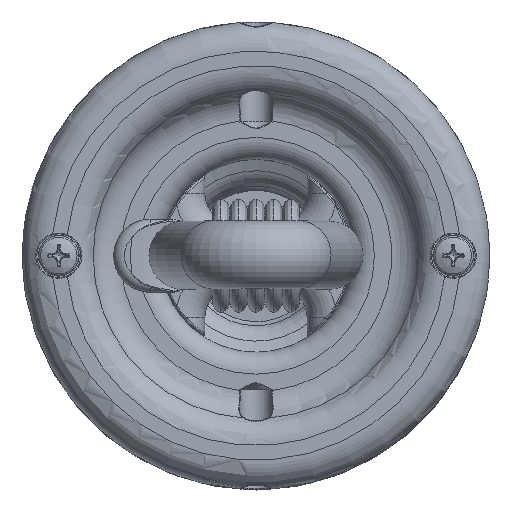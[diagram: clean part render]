
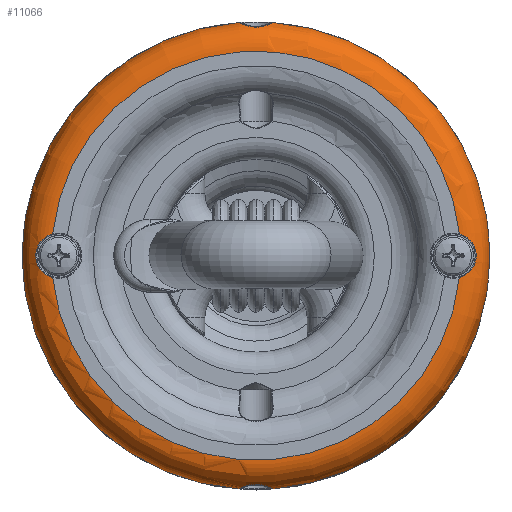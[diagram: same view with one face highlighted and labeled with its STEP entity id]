
A CAD part, top view. The second image highlights one B-rep face of the part: STEP entity #11066.
In plain terms, the highlighted toroidal (fillet/blend) face has major radius 28 mm and minor radius 4 mm.
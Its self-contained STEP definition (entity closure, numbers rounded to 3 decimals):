
#582=TOROIDAL_SURFACE('',#12302,28.,4.);
#738=FACE_BOUND('',#3443,.T.);
#1736=B_SPLINE_CURVE_WITH_KNOTS('',3,(#32639,#32640,#32641,#32642,#32643,
#32644,#32645,#32646,#32647,#32648),.UNSPECIFIED.,.F.,.F.,(4,1,1,1,1,1,
1,4),(-0.698,-0.598,-0.499,-0.399,
-0.299,-0.199,-0.1,0.),
 .UNSPECIFIED.);
#1740=B_SPLINE_CURVE_WITH_KNOTS('',3,(#32735,#32736,#32737,#32738,#32739,
#32740,#32741,#32742,#32743,#32744),.UNSPECIFIED.,.F.,.F.,(4,1,1,1,1,1,
1,4),(-0.698,-0.598,-0.499,-0.399,
-0.299,-0.199,-0.1,0.),
 .UNSPECIFIED.);
#1741=B_SPLINE_CURVE_WITH_KNOTS('',3,(#32748,#32749,#32750,#32751,#32752,
#32753,#32754,#32755,#32756,#32757),.UNSPECIFIED.,.F.,.F.,(4,1,1,1,1,1,
1,4),(-0.815,-0.64,-0.582,-0.466,
-0.349,-0.233,-0.116,0.),
 .UNSPECIFIED.);
#1742=B_SPLINE_CURVE_WITH_KNOTS('',3,(#32761,#32762,#32763,#32764,#32765,
#32766,#32767,#32768,#32769),.UNSPECIFIED.,.F.,.F.,(4,1,1,1,1,1,4),(-0.815,
-0.699,-0.466,-0.349,-0.233,
-0.116,0.),.UNSPECIFIED.);
#2609=FACE_OUTER_BOUND('',#3442,.T.);
#3442=EDGE_LOOP('',(#10129,#10130,#10131,#10132));
#3443=EDGE_LOOP('',(#10133,#10134,#10135,#10136));
#4158=CIRCLE('',#12303,32.);
#4159=CIRCLE('',#12304,32.);
#4160=CIRCLE('',#12305,28.);
#4161=CIRCLE('',#12306,28.);
#5083=VERTEX_POINT('',#32636);
#5084=VERTEX_POINT('',#32638);
#5086=VERTEX_POINT('',#32732);
#5087=VERTEX_POINT('',#32734);
#5088=VERTEX_POINT('',#32746);
#5089=VERTEX_POINT('',#32747);
#5090=VERTEX_POINT('',#32758);
#5091=VERTEX_POINT('',#32760);
#6696=EDGE_CURVE('',#5083,#5084,#1736,.T.);
#6701=EDGE_CURVE('',#5086,#5083,#4158,.T.);
#6702=EDGE_CURVE('',#5087,#5086,#1740,.T.);
#6703=EDGE_CURVE('',#5084,#5087,#4159,.T.);
#6704=EDGE_CURVE('',#5088,#5089,#1741,.T.);
#6705=EDGE_CURVE('',#5088,#5090,#4160,.T.);
#6706=EDGE_CURVE('',#5091,#5090,#1742,.T.);
#6707=EDGE_CURVE('',#5091,#5089,#4161,.T.);
#10129=ORIENTED_EDGE('',*,*,#6696,.F.);
#10130=ORIENTED_EDGE('',*,*,#6701,.F.);
#10131=ORIENTED_EDGE('',*,*,#6702,.F.);
#10132=ORIENTED_EDGE('',*,*,#6703,.F.);
#10133=ORIENTED_EDGE('',*,*,#6704,.F.);
#10134=ORIENTED_EDGE('',*,*,#6705,.T.);
#10135=ORIENTED_EDGE('',*,*,#6706,.F.);
#10136=ORIENTED_EDGE('',*,*,#6707,.T.);
#11066=ADVANCED_FACE('',(#2609,#738),#582,.T.);
#12302=AXIS2_PLACEMENT_3D('',#32731,#14947,#14948);
#12303=AXIS2_PLACEMENT_3D('',#32733,#14949,#14950);
#12304=AXIS2_PLACEMENT_3D('',#32745,#14951,#14952);
#12305=AXIS2_PLACEMENT_3D('',#32759,#14953,#14954);
#12306=AXIS2_PLACEMENT_3D('',#32770,#14955,#14956);
#14947=DIRECTION('center_axis',(0.,0.,
-1.));
#14948=DIRECTION('ref_axis',(0.,1.,0.));
#14949=DIRECTION('center_axis',(0.,0.,
-1.));
#14950=DIRECTION('ref_axis',(1.,0.,0.));
#14951=DIRECTION('center_axis',(0.,0.,
-1.));
#14952=DIRECTION('ref_axis',(1.,0.,0.));
#14953=DIRECTION('center_axis',(0.,0.,
-1.));
#14954=DIRECTION('ref_axis',(1.,0.,0.));
#14955=DIRECTION('center_axis',(0.,0.,
-1.));
#14956=DIRECTION('ref_axis',(1.,0.,0.));
#32636=CARTESIAN_POINT('',(-2.344,31.914,4.));
#32638=CARTESIAN_POINT('',(2.344,31.914,4.));
#32639=CARTESIAN_POINT('Ctrl Pts',(-2.344,31.914,4.));
#32640=CARTESIAN_POINT('Ctrl Pts',(-2.309,31.917,4.339));
#32641=CARTESIAN_POINT('Ctrl Pts',(-2.092,31.841,4.999));
#32642=CARTESIAN_POINT('Ctrl Pts',(-1.426,31.59,5.747));
#32643=CARTESIAN_POINT('Ctrl Pts',(-0.515,31.363,
6.17));
#32644=CARTESIAN_POINT('Ctrl Pts',(0.516,31.361,6.171));
#32645=CARTESIAN_POINT('Ctrl Pts',(1.425,31.589,5.748));
#32646=CARTESIAN_POINT('Ctrl Pts',(2.092,31.841,4.999));
#32647=CARTESIAN_POINT('Ctrl Pts',(2.309,31.917,4.339));
#32648=CARTESIAN_POINT('Ctrl Pts',(2.344,31.914,4.));
#32731=CARTESIAN_POINT('Origin',(0.,0.,
4.));
#32732=CARTESIAN_POINT('',(-2.344,-31.914,4.));
#32733=CARTESIAN_POINT('Origin',(0.,0.,
4.));
#32734=CARTESIAN_POINT('',(2.344,-31.914,4.));
#32735=CARTESIAN_POINT('Ctrl Pts',(2.344,-31.914,4.));
#32736=CARTESIAN_POINT('Ctrl Pts',(2.309,-31.917,4.339));
#32737=CARTESIAN_POINT('Ctrl Pts',(2.092,-31.841,4.999));
#32738=CARTESIAN_POINT('Ctrl Pts',(1.426,-31.59,5.747));
#32739=CARTESIAN_POINT('Ctrl Pts',(0.515,-31.363,
6.17));
#32740=CARTESIAN_POINT('Ctrl Pts',(-0.516,-31.361,6.171));
#32741=CARTESIAN_POINT('Ctrl Pts',(-1.425,-31.589,
5.748));
#32742=CARTESIAN_POINT('Ctrl Pts',(-2.092,-31.841,
4.999));
#32743=CARTESIAN_POINT('Ctrl Pts',(-2.309,-31.917,
4.339));
#32744=CARTESIAN_POINT('Ctrl Pts',(-2.344,-31.914,
4.));
#32745=CARTESIAN_POINT('Origin',(0.,0.,
4.));
#32746=CARTESIAN_POINT('',(27.841,-2.984,8.));
#32747=CARTESIAN_POINT('',(27.841,2.984,8.));
#32748=CARTESIAN_POINT('Ctrl Pts',(27.841,-2.984,8.));
#32749=CARTESIAN_POINT('Ctrl Pts',(28.415,-2.828,8.));
#32750=CARTESIAN_POINT('Ctrl Pts',(29.104,-2.405,7.842));
#32751=CARTESIAN_POINT('Ctrl Pts',(29.803,-1.5,7.563));
#32752=CARTESIAN_POINT('Ctrl Pts',(30.171,-0.597,
7.361));
#32753=CARTESIAN_POINT('Ctrl Pts',(30.171,0.598,7.361));
#32754=CARTESIAN_POINT('Ctrl Pts',(29.732,1.68,7.603));
#32755=CARTESIAN_POINT('Ctrl Pts',(28.942,2.528,7.895));
#32756=CARTESIAN_POINT('Ctrl Pts',(28.223,2.88,8.));
#32757=CARTESIAN_POINT('Ctrl Pts',(27.841,2.984,8.));
#32758=CARTESIAN_POINT('',(-27.841,-2.984,8.));
#32759=CARTESIAN_POINT('Origin',(0.,0.,
8.));
#32760=CARTESIAN_POINT('',(-27.841,2.984,8.));
#32761=CARTESIAN_POINT('Ctrl Pts',(-27.841,2.984,8.));
#32762=CARTESIAN_POINT('Ctrl Pts',(-28.223,2.88,8.));
#32763=CARTESIAN_POINT('Ctrl Pts',(-29.299,2.356,7.844));
#32764=CARTESIAN_POINT('Ctrl Pts',(-30.17,0.999,7.361));
#32765=CARTESIAN_POINT('Ctrl Pts',(-30.172,-0.598,
7.362));
#32766=CARTESIAN_POINT('Ctrl Pts',(-29.732,-1.68,
7.603));
#32767=CARTESIAN_POINT('Ctrl Pts',(-28.943,-2.528,
7.895));
#32768=CARTESIAN_POINT('Ctrl Pts',(-28.223,-2.88,8.));
#32769=CARTESIAN_POINT('Ctrl Pts',(-27.841,-2.984,
8.));
#32770=CARTESIAN_POINT('Origin',(0.,0.,
8.));
